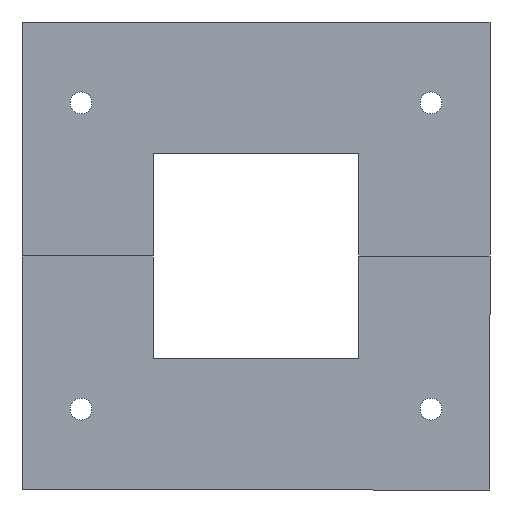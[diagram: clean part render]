
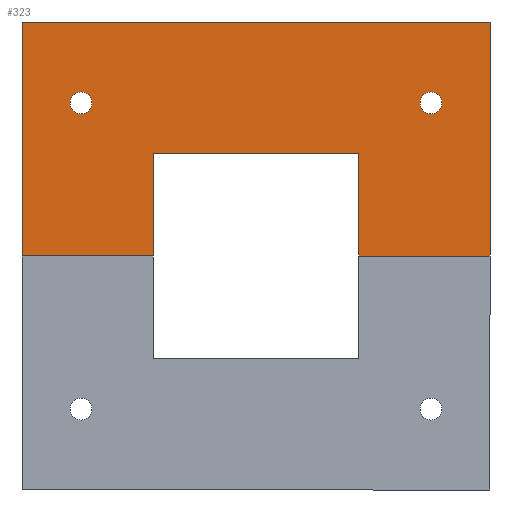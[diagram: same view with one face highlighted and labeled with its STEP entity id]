
A CAD part, front view. The second image highlights one B-rep face of the part: STEP entity #323.
In plain terms, the highlighted planar face has unit normal (0, -1, 0).
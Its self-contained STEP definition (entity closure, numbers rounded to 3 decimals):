
#5 = ORIENTED_EDGE ( 'NONE', *, *, #494, .T. ) ;
#7 = DIRECTION ( 'NONE',  ( 0., 1., 0. ) ) ;
#9 = EDGE_CURVE ( 'NONE', #426, #500, #507, .T. ) ;
#11 = LINE ( 'NONE', #287, #310 ) ;
#13 = CARTESIAN_POINT ( 'NONE',  ( 23.5, 0., 0. ) ) ;
#15 = CARTESIAN_POINT ( 'NONE',  ( 53.5, 0., 53.5 ) ) ;
#19 = VERTEX_POINT ( 'NONE', #324 ) ;
#24 = CARTESIAN_POINT ( 'NONE',  ( -53.5, 0., 53.5 ) ) ;
#28 = DIRECTION ( 'NONE',  ( -1., 0., 0. ) ) ;
#32 = ORIENTED_EDGE ( 'NONE', *, *, #329, .F. ) ;
#39 = EDGE_LOOP ( 'NONE', ( #192, #5 ) ) ;
#42 = CARTESIAN_POINT ( 'NONE',  ( -53.5, 0., 0. ) ) ;
#44 = FACE_BOUND ( 'NONE', #100, .T. ) ;
#54 = CARTESIAN_POINT ( 'NONE',  ( -40., 0., 37.5 ) ) ;
#56 = LINE ( 'NONE', #109, #481 ) ;
#59 = VERTEX_POINT ( 'NONE', #42 ) ;
#68 = CARTESIAN_POINT ( 'NONE',  ( -23.5, 0., 0. ) ) ;
#70 = VECTOR ( 'NONE', #28, 1000. ) ;
#74 = EDGE_CURVE ( 'NONE', #59, #411, #441, .T. ) ;
#87 = AXIS2_PLACEMENT_3D ( 'NONE', #199, #349, #153 ) ;
#90 = VECTOR ( 'NONE', #472, 1000. ) ;
#91 = CARTESIAN_POINT ( 'NONE',  ( 53.5, 0., 0. ) ) ;
#99 = CARTESIAN_POINT ( 'NONE',  ( 23.5, 0., 0. ) ) ;
#100 = EDGE_LOOP ( 'NONE', ( #464, #132 ) ) ;
#106 = VERTEX_POINT ( 'NONE', #383 ) ;
#109 = CARTESIAN_POINT ( 'NONE',  ( 53.5, 0., 0. ) ) ;
#115 = VECTOR ( 'NONE', #213, 1000. ) ;
#116 = VERTEX_POINT ( 'NONE', #91 ) ;
#121 = AXIS2_PLACEMENT_3D ( 'NONE', #428, #184, #390 ) ;
#126 = EDGE_CURVE ( 'NONE', #411, #264, #11, .T. ) ;
#131 = VECTOR ( 'NONE', #330, 1000. ) ;
#132 = ORIENTED_EDGE ( 'NONE', *, *, #133, .T. ) ;
#133 = EDGE_CURVE ( 'NONE', #340, #19, #469, .T. ) ;
#140 = DIRECTION ( 'NONE',  ( 1., 0., 0. ) ) ;
#149 = DIRECTION ( 'NONE',  ( 0., 0., 1. ) ) ;
#153 = DIRECTION ( 'NONE',  ( 0., 0., -1. ) ) ;
#158 = ORIENTED_EDGE ( 'NONE', *, *, #188, .F. ) ;
#170 = AXIS2_PLACEMENT_3D ( 'NONE', #235, #517, #313 ) ;
#179 = CARTESIAN_POINT ( 'NONE',  ( 40., 0., 35. ) ) ;
#184 = DIRECTION ( 'NONE',  ( 0., 1., 0. ) ) ;
#188 = EDGE_CURVE ( 'NONE', #116, #256, #409, .T. ) ;
#192 = ORIENTED_EDGE ( 'NONE', *, *, #478, .T. ) ;
#199 = CARTESIAN_POINT ( 'NONE',  ( 40., 0., 35. ) ) ;
#205 = VERTEX_POINT ( 'NONE', #54 ) ;
#213 = DIRECTION ( 'NONE',  ( -1., 0., 0. ) ) ;
#234 = EDGE_CURVE ( 'NONE', #256, #426, #291, .T. ) ;
#235 = CARTESIAN_POINT ( 'NONE',  ( -40., 0., 35. ) ) ;
#246 = FACE_OUTER_BOUND ( 'NONE', #273, .T. ) ;
#253 = CIRCLE ( 'NONE', #87, 2.5 ) ;
#254 = CARTESIAN_POINT ( 'NONE',  ( -53.5, 0., 0. ) ) ;
#256 = VERTEX_POINT ( 'NONE', #99 ) ;
#260 = CIRCLE ( 'NONE', #306, 2.5 ) ;
#263 = DIRECTION ( 'NONE',  ( 0., 0., -1. ) ) ;
#264 = VERTEX_POINT ( 'NONE', #15 ) ;
#273 = EDGE_LOOP ( 'NONE', ( #32, #518, #404, #158, #461, #470, #497, #492 ) ) ;
#287 = CARTESIAN_POINT ( 'NONE',  ( -53.5, 0., 53.5 ) ) ;
#291 = LINE ( 'NONE', #13, #90 ) ;
#297 = CARTESIAN_POINT ( 'NONE',  ( 23.5, 0., 0. ) ) ;
#300 = CARTESIAN_POINT ( 'NONE',  ( 40., 0., 32.5 ) ) ;
#306 = AXIS2_PLACEMENT_3D ( 'NONE', #312, #353, #149 ) ;
#307 = CARTESIAN_POINT ( 'NONE',  ( -23.5, 0., 23.5 ) ) ;
#310 = VECTOR ( 'NONE', #140, 1000. ) ;
#312 = CARTESIAN_POINT ( 'NONE',  ( -40., 0., 35. ) ) ;
#313 = DIRECTION ( 'NONE',  ( 0., 0., 1. ) ) ;
#323 = ADVANCED_FACE ( 'NONE', ( #44, #424, #246 ), #391, .F. ) ;
#324 = CARTESIAN_POINT ( 'NONE',  ( 40., 0., 37.5 ) ) ;
#328 = CARTESIAN_POINT ( 'NONE',  ( -23.5, 0., 23.5 ) ) ;
#329 = EDGE_CURVE ( 'NONE', #500, #106, #413, .T. ) ;
#330 = DIRECTION ( 'NONE',  ( -1., 0., 0. ) ) ;
#335 = DIRECTION ( 'NONE',  ( 0., 0., 1. ) ) ;
#340 = VERTEX_POINT ( 'NONE', #300 ) ;
#349 = DIRECTION ( 'NONE',  ( 0., 1., 0. ) ) ;
#352 = CARTESIAN_POINT ( 'NONE',  ( 23.5, 0., 23.5 ) ) ;
#353 = DIRECTION ( 'NONE',  ( 0., 1., 0. ) ) ;
#371 = CIRCLE ( 'NONE', #170, 2.5 ) ;
#372 = VECTOR ( 'NONE', #335, 1000. ) ;
#383 = CARTESIAN_POINT ( 'NONE',  ( -23.5, 0., 0. ) ) ;
#385 = VECTOR ( 'NONE', #263, 1000. ) ;
#390 = DIRECTION ( 'NONE',  ( 0., 0., 1. ) ) ;
#391 = PLANE ( 'NONE',  #121 ) ;
#393 = VERTEX_POINT ( 'NONE', #475 ) ;
#397 = DIRECTION ( 'NONE',  ( 0., 0., -1. ) ) ;
#404 = ORIENTED_EDGE ( 'NONE', *, *, #234, .F. ) ;
#408 = EDGE_CURVE ( 'NONE', #106, #59, #449, .T. ) ;
#409 = LINE ( 'NONE', #297, #115 ) ;
#411 = VERTEX_POINT ( 'NONE', #24 ) ;
#413 = LINE ( 'NONE', #467, #385 ) ;
#424 = FACE_BOUND ( 'NONE', #39, .T. ) ;
#426 = VERTEX_POINT ( 'NONE', #352 ) ;
#428 = CARTESIAN_POINT ( 'NONE',  ( -23.5, 0., 23.5 ) ) ;
#441 = LINE ( 'NONE', #254, #372 ) ;
#448 = EDGE_CURVE ( 'NONE', #264, #116, #56, .T. ) ;
#449 = LINE ( 'NONE', #68, #70 ) ;
#459 = DIRECTION ( 'NONE',  ( 0., 0., -1. ) ) ;
#461 = ORIENTED_EDGE ( 'NONE', *, *, #448, .F. ) ;
#464 = ORIENTED_EDGE ( 'NONE', *, *, #514, .T. ) ;
#467 = CARTESIAN_POINT ( 'NONE',  ( -23.5, 0., 0. ) ) ;
#469 = CIRCLE ( 'NONE', #498, 2.5 ) ;
#470 = ORIENTED_EDGE ( 'NONE', *, *, #126, .F. ) ;
#472 = DIRECTION ( 'NONE',  ( 0., 0., 1. ) ) ;
#475 = CARTESIAN_POINT ( 'NONE',  ( -40., 0., 32.5 ) ) ;
#478 = EDGE_CURVE ( 'NONE', #205, #393, #371, .T. ) ;
#481 = VECTOR ( 'NONE', #397, 1000. ) ;
#492 = ORIENTED_EDGE ( 'NONE', *, *, #408, .F. ) ;
#494 = EDGE_CURVE ( 'NONE', #393, #205, #260, .T. ) ;
#497 = ORIENTED_EDGE ( 'NONE', *, *, #74, .F. ) ;
#498 = AXIS2_PLACEMENT_3D ( 'NONE', #179, #7, #459 ) ;
#500 = VERTEX_POINT ( 'NONE', #307 ) ;
#507 = LINE ( 'NONE', #328, #131 ) ;
#514 = EDGE_CURVE ( 'NONE', #19, #340, #253, .T. ) ;
#517 = DIRECTION ( 'NONE',  ( 0., 1., 0. ) ) ;
#518 = ORIENTED_EDGE ( 'NONE', *, *, #9, .F. ) ;
